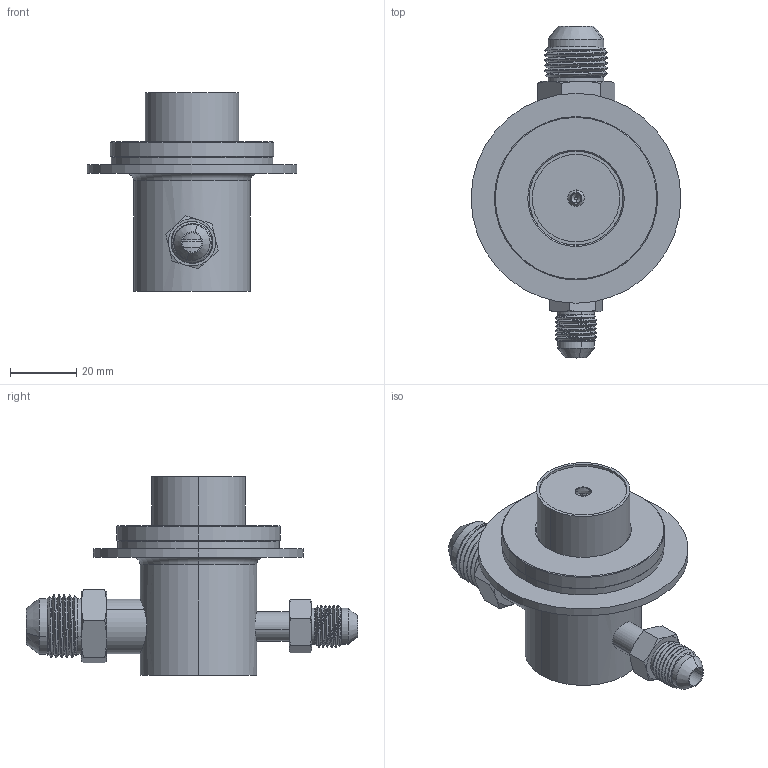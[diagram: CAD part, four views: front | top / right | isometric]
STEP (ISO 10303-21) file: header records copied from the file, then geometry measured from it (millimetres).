
FILE_DESCRIPTION((''),'2;1');
FILE_NAME('6830600M10_ASM','2022-10-17T14:12:32',('950004'),('PARKER HANNIFIN CORP'),'CREO PARAMETRIC BY PTC INC, 2021184','CREO PARAMETRIC BY PTC INC, 2021184','');
FILE_SCHEMA(('CONFIG_CONTROL_DESIGN'));
Length unit declared in the file: inch
Products named in the file (11): 6832531-1; 6832531-2; 5FITTING; 8FITTING; 6830600-SF_ASM; 9171004; 9171004-2; 9171004-SF_ASM; 6832531-4; 6832531-5; 6830600M10_ASM
Assembly tree (10 placements, depth 3):
  6830600M10_ASM
    6830600-SF_ASM
      6832531-1
      6832531-2
      5FITTING
      8FITTING
    9171004-SF_ASM
      9171004
      9171004-2
    6832531-4
    6832531-5
Bounding box: 63.5 x 100.45 x 60.12 mm (x, y, z)
Volume: 50453.9 mm3; surface area: 32407.3 mm2
Topology: 8 solids, 8 shells, 338 faces, 767 edges, 460 vertices
Faces by surface type: cylinder 135, cone 88, plane 63, torus 46, bspline 6
Entity records: 18505 total; most frequent: CARTESIAN_POINT 10701, DIRECTION 1663, ORIENTED_EDGE 1534, EDGE_CURVE 767, AXIS2_PLACEMENT_3D 706, VERTEX_POINT 460, EDGE_LOOP 375, CIRCLE 347
